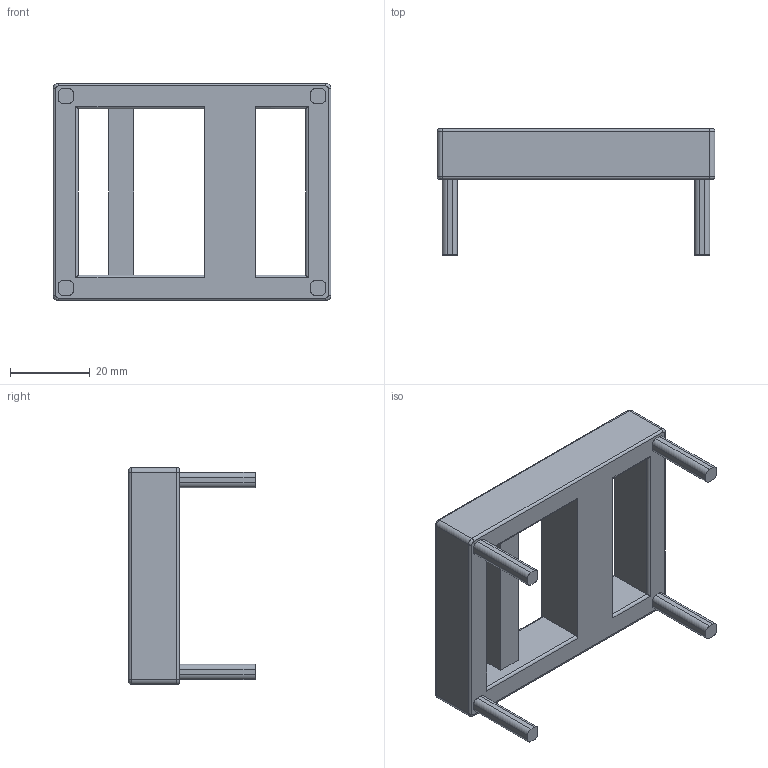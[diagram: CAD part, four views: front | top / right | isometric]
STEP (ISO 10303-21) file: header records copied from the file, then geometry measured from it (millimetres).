
FILE_DESCRIPTION (( 'STEP AP214' ), '1' );
FILE_NAME ('Work_Transformer_Body.STEP', '2025-01-21T04:44:19', ( '' ), ( '' ), 'SwSTEP 2.0', 'SolidWorks 2025', '' );
FILE_SCHEMA (( 'AUTOMOTIVE_DESIGN' ));
Length unit declared in the file: inch
Products named in the file (1): Work_Transformer_Body
Bounding box: 69.85 x 31.75 x 54.61 mm (x, y, z)
Volume: 27385.8 mm3; surface area: 12043.3 mm2
Topology: 1 solids, 1 shells, 86 faces, 216 edges, 136 vertices
Faces by surface type: cylinder 40, plane 38, torus 8
Entity records: 2599 total; most frequent: CARTESIAN_POINT 463, DIRECTION 454, ORIENTED_EDGE 432, EDGE_CURVE 216, AXIS2_PLACEMENT_3D 159, VECTOR 136, VERTEX_POINT 136, LINE 136
